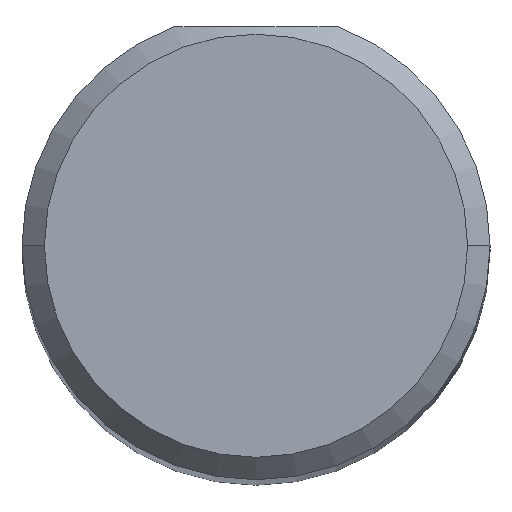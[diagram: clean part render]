
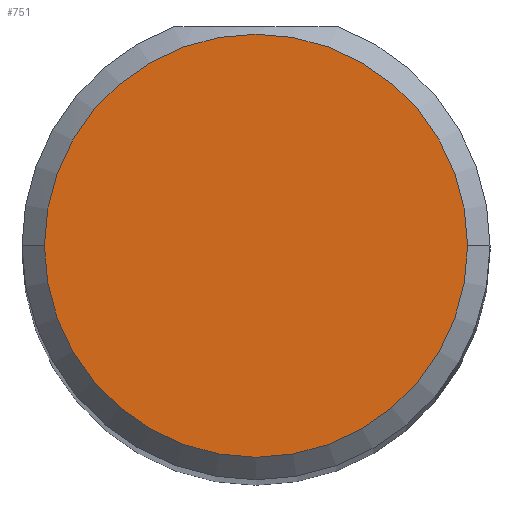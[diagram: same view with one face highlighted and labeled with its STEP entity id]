
A CAD part, top view. The second image highlights one B-rep face of the part: STEP entity #751.
In plain terms, the highlighted planar face has unit normal (0, 0, 1).
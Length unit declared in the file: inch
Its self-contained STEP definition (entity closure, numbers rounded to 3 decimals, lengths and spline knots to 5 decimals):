
#1 = DIRECTION ( 'NONE',  ( -1., 0., 0. ) ) ;
#5 = DIRECTION ( 'NONE',  ( 0., 0., 1. ) ) ;
#12 = CARTESIAN_POINT ( 'NONE',  ( 0.625, 0., 2.5 ) ) ;
#17 = AXIS2_PLACEMENT_3D ( 'NONE', #414, #5, #57 ) ;
#45 = EDGE_CURVE ( 'NONE', #213, #254, #140, .T. ) ;
#57 = DIRECTION ( 'NONE',  ( -1., 0., 0. ) ) ;
#66 = AXIS2_PLACEMENT_3D ( 'NONE', #12, #494, #675 ) ;
#140 = CIRCLE ( 'NONE', #257, 0.14125 ) ;
#176 = DIRECTION ( 'NONE',  ( 0., 0., -1. ) ) ;
#190 = PLANE ( 'NONE',  #17 ) ;
#209 = ORIENTED_EDGE ( 'NONE', *, *, #45, .F. ) ;
#213 = VERTEX_POINT ( 'NONE', #498 ) ;
#215 = CARTESIAN_POINT ( 'NONE',  ( 0.48375, 0., 2.5 ) ) ;
#254 = VERTEX_POINT ( 'NONE', #215 ) ;
#257 = AXIS2_PLACEMENT_3D ( 'NONE', #636, #176, #1 ) ;
#271 = ORIENTED_EDGE ( 'NONE', *, *, #486, .F. ) ;
#368 = CIRCLE ( 'NONE', #66, 0.14125 ) ;
#414 = CARTESIAN_POINT ( 'NONE',  ( 0.625, 0., 2.5 ) ) ;
#486 = EDGE_CURVE ( 'NONE', #254, #213, #368, .T. ) ;
#494 = DIRECTION ( 'NONE',  ( 0., 0., -1. ) ) ;
#498 = CARTESIAN_POINT ( 'NONE',  ( 0.76625, 0., 2.5 ) ) ;
#575 = FACE_OUTER_BOUND ( 'NONE', #602, .T. ) ;
#602 = EDGE_LOOP ( 'NONE', ( #209, #271 ) ) ;
#636 = CARTESIAN_POINT ( 'NONE',  ( 0.625, 0., 2.5 ) ) ;
#675 = DIRECTION ( 'NONE',  ( -1., 0., 0. ) ) ;
#751 = ADVANCED_FACE ( 'NONE', ( #575 ), #190, .T. ) ;
